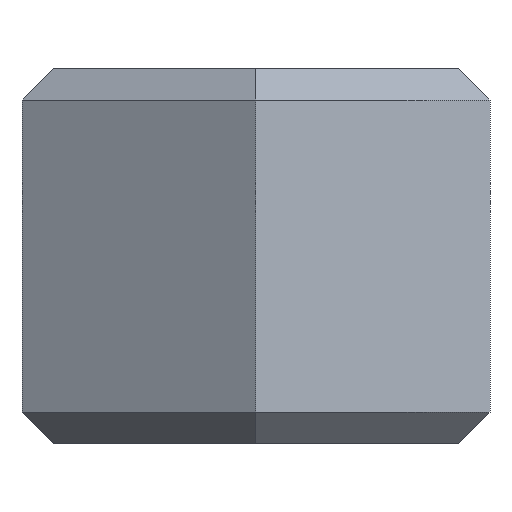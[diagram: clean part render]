
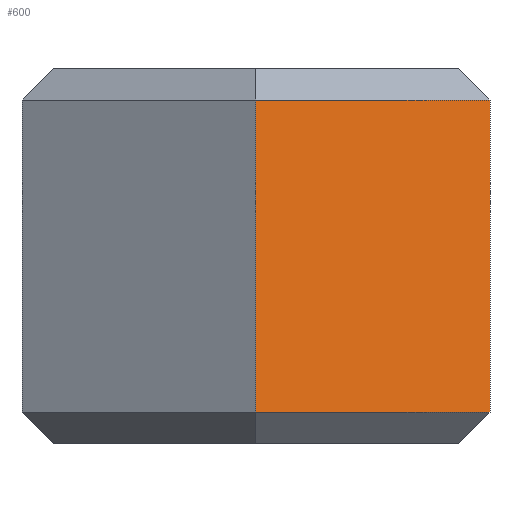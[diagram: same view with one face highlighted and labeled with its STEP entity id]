
A CAD part, left-side view. The second image highlights one B-rep face of the part: STEP entity #600.
In plain terms, the highlighted planar face has unit normal (-0.866, -0.5, 0).
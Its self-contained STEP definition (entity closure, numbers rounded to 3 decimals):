
#44=FACE_OUTER_BOUND('',#82,.T.);
#82=EDGE_LOOP('',(#459,#460,#461,#462));
#145=LINE('',#926,#221);
#148=LINE('',#932,#224);
#149=LINE('',#934,#225);
#150=LINE('',#935,#226);
#221=VECTOR('',#750,10.);
#224=VECTOR('',#757,10.);
#225=VECTOR('',#758,10.);
#226=VECTOR('',#759,10.);
#283=VERTEX_POINT('',#921);
#284=VERTEX_POINT('',#925);
#285=VERTEX_POINT('',#931);
#286=VERTEX_POINT('',#933);
#345=EDGE_CURVE('',#284,#283,#145,.T.);
#348=EDGE_CURVE('',#285,#284,#148,.T.);
#349=EDGE_CURVE('',#286,#285,#149,.T.);
#350=EDGE_CURVE('',#286,#283,#150,.T.);
#459=ORIENTED_EDGE('',*,*,#345,.F.);
#460=ORIENTED_EDGE('',*,*,#348,.F.);
#461=ORIENTED_EDGE('',*,*,#349,.F.);
#462=ORIENTED_EDGE('',*,*,#350,.T.);
#567=PLANE('',#651);
#600=ADVANCED_FACE('',(#44),#567,.T.);
#651=AXIS2_PLACEMENT_3D('',#930,#755,#756);
#750=DIRECTION('',(0.5,-0.866,0.));
#755=DIRECTION('center_axis',(-0.866,-0.5,0.));
#756=DIRECTION('ref_axis',(0.5,-0.866,0.));
#757=DIRECTION('',(0.,0.,1.));
#758=DIRECTION('',(-0.5,0.866,0.));
#759=DIRECTION('',(0.,0.,1.));
#921=CARTESIAN_POINT('',(-4.33,-7.5,11.));
#925=CARTESIAN_POINT('',(-8.66,0.,11.));
#926=CARTESIAN_POINT('',(-7.578,-1.875,11.));
#930=CARTESIAN_POINT('Origin',(-8.66,0.,0.));
#931=CARTESIAN_POINT('',(-8.66,0.,1.));
#932=CARTESIAN_POINT('',(-8.66,0.,0.));
#933=CARTESIAN_POINT('',(-4.33,-7.5,1.));
#934=CARTESIAN_POINT('',(-7.578,-1.875,1.));
#935=CARTESIAN_POINT('',(-4.33,-7.5,0.));
